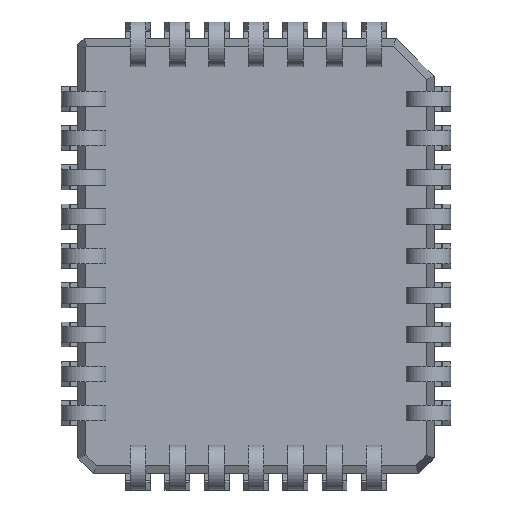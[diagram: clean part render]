
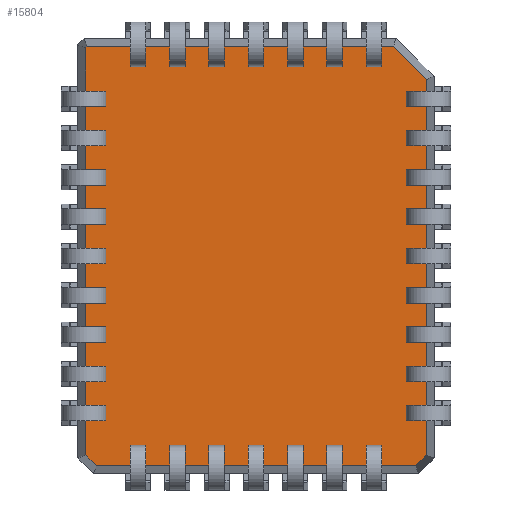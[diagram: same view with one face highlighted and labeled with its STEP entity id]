
A CAD part, front view. The second image highlights one B-rep face of the part: STEP entity #15804.
In plain terms, the highlighted planar face has unit normal (0, -1, 0).
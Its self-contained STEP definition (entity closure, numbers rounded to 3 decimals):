
#16=DIRECTION('',(-0.707,0.,-0.707));
#17=VECTOR('',#16,0.076);
#18=CARTESIAN_POINT('',(-5.451,-2.03,6.775));
#19=LINE('',#18,#17);
#24=DIRECTION('',(-1.,0.,0.));
#25=VECTOR('',#24,9.883);
#26=CARTESIAN_POINT('',(4.431,-2.03,6.775));
#27=LINE('',#26,#25);
#31=DIRECTION('',(-0.707,0.,0.707));
#32=VECTOR('',#31,1.518);
#33=CARTESIAN_POINT('',(5.505,-2.03,5.701));
#34=LINE('',#33,#32);
#38=DIRECTION('',(0.,0.,1.));
#39=VECTOR('',#38,12.123);
#40=CARTESIAN_POINT('',(5.505,-2.03,-6.421));
#41=LINE('',#40,#39);
#45=DIRECTION('',(0.707,0.,0.707));
#46=VECTOR('',#45,0.5);
#47=CARTESIAN_POINT('',(5.151,-2.03,-6.775));
#48=LINE('',#47,#46);
#52=DIRECTION('',(1.,0.,0.));
#53=VECTOR('',#52,10.303);
#54=CARTESIAN_POINT('',(-5.151,-2.03,-6.775));
#55=LINE('',#54,#53);
#59=DIRECTION('',(0.707,0.,-0.707));
#60=VECTOR('',#59,0.5);
#61=CARTESIAN_POINT('',(-5.505,-2.03,-6.421));
#62=LINE('',#61,#60);
#66=DIRECTION('',(0.,0.,-1.));
#67=VECTOR('',#66,13.143);
#68=CARTESIAN_POINT('',(-5.505,-2.03,6.721));
#69=LINE('',#68,#67);
#13413=CARTESIAN_POINT('',(-5.451,-2.03,6.775));
#13414=CARTESIAN_POINT('',(-5.505,-2.03,6.721));
#13415=VERTEX_POINT('',#13413);
#13416=VERTEX_POINT('',#13414);
#13419=CARTESIAN_POINT('',(-5.505,-2.03,-6.421));
#13420=VERTEX_POINT('',#13419);
#13421=CARTESIAN_POINT('',(-5.151,-2.03,-6.775));
#13422=VERTEX_POINT('',#13421);
#13423=CARTESIAN_POINT('',(5.151,-2.03,-6.775));
#13424=VERTEX_POINT('',#13423);
#13425=CARTESIAN_POINT('',(5.505,-2.03,-6.421));
#13426=VERTEX_POINT('',#13425);
#13427=CARTESIAN_POINT('',(5.505,-2.03,5.701));
#13428=VERTEX_POINT('',#13427);
#13429=CARTESIAN_POINT('',(4.431,-2.03,6.775));
#13430=VERTEX_POINT('',#13429);
#15781=CARTESIAN_POINT('',(0.,-2.03,0.));
#15782=DIRECTION('',(0.,1.,0.));
#15783=DIRECTION('',(1.,0.,0.));
#15784=AXIS2_PLACEMENT_3D('',#15781,#15782,#15783);
#15785=PLANE('',#15784);
#15787=ORIENTED_EDGE('',*,*,#15786,.F.);
#15789=ORIENTED_EDGE('',*,*,#15788,.F.);
#15791=ORIENTED_EDGE('',*,*,#15790,.F.);
#15793=ORIENTED_EDGE('',*,*,#15792,.F.);
#15795=ORIENTED_EDGE('',*,*,#15794,.F.);
#15797=ORIENTED_EDGE('',*,*,#15796,.F.);
#15799=ORIENTED_EDGE('',*,*,#15798,.F.);
#15801=ORIENTED_EDGE('',*,*,#15800,.F.);
#15802=EDGE_LOOP('',(#15787,#15789,#15791,#15793,#15795,#15797,#15799,#15801));
#15803=FACE_OUTER_BOUND('',#15802,.F.);
#15804=ADVANCED_FACE('',(#15803),#15785,.F.);
#15786=EDGE_CURVE('',#13415,#13416,#19,.T.);
#15788=EDGE_CURVE('',#13430,#13415,#27,.T.);
#15790=EDGE_CURVE('',#13428,#13430,#34,.T.);
#15792=EDGE_CURVE('',#13426,#13428,#41,.T.);
#15794=EDGE_CURVE('',#13424,#13426,#48,.T.);
#15796=EDGE_CURVE('',#13422,#13424,#55,.T.);
#15798=EDGE_CURVE('',#13420,#13422,#62,.T.);
#15800=EDGE_CURVE('',#13416,#13420,#69,.T.);
